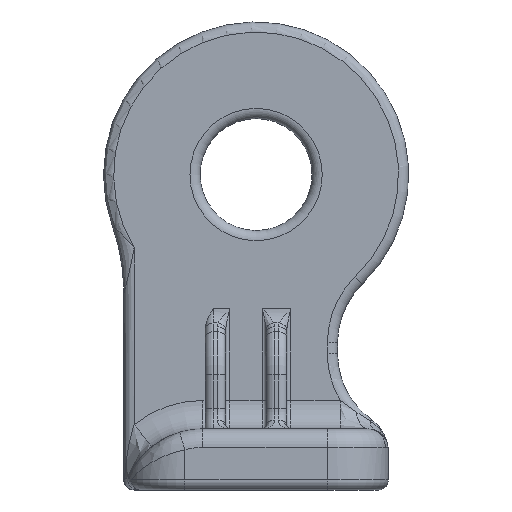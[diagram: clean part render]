
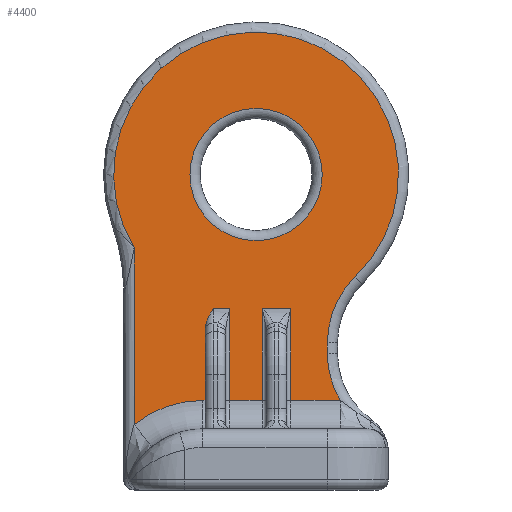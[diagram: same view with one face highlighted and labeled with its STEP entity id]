
A CAD part, front view. The second image highlights one B-rep face of the part: STEP entity #4400.
In plain terms, the highlighted planar face has unit normal (0, -1, 0).
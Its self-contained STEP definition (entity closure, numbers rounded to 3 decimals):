
#39=FACE_BOUND('',#1186,.T.);
#69=PLANE('',#4854);
#239=LINE('',#7749,#477);
#258=LINE('',#8068,#496);
#276=LINE('',#8381,#514);
#278=LINE('',#8391,#516);
#286=LINE('',#8460,#524);
#287=LINE('',#8462,#525);
#293=LINE('',#8475,#531);
#294=LINE('',#8479,#532);
#295=LINE('',#8485,#533);
#296=LINE('',#8488,#534);
#297=LINE('',#8489,#535);
#477=VECTOR('',#5563,10.);
#496=VECTOR('',#5668,10.);
#514=VECTOR('',#5770,10.);
#516=VECTOR('',#5784,10.);
#524=VECTOR('',#5820,10.);
#525=VECTOR('',#5823,10.);
#531=VECTOR('',#5841,10.);
#532=VECTOR('',#5844,10.);
#533=VECTOR('',#5849,10.);
#534=VECTOR('',#5852,10.);
#535=VECTOR('',#5853,10.);
#897=FACE_OUTER_BOUND('',#1185,.T.);
#1185=EDGE_LOOP('',(#3500,#3501,#3502,#3503,#3504,#3505,#3506,#3507,#3508,
#3509,#3510,#3511,#3512,#3513,#3514,#3515));
#1186=EDGE_LOOP('',(#3516,#3517));
#1363=B_SPLINE_CURVE_WITH_KNOTS('',3,(#7711,#7712,#7713,#7714,#7715,#7716),
 .UNSPECIFIED.,.F.,.F.,(4,2,4),(0.238,0.276,0.339),
 .UNSPECIFIED.);
#1618=CIRCLE('',#4855,4.5);
#1619=CIRCLE('',#4856,4.5);
#1620=CIRCLE('',#4857,7.);
#1621=CIRCLE('',#4858,5.4);
#1622=CIRCLE('',#4859,3.25);
#1623=CIRCLE('',#4860,3.25);
#1893=VERTEX_POINT('',#7708);
#1894=VERTEX_POINT('',#7710);
#1903=VERTEX_POINT('',#7748);
#1907=VERTEX_POINT('',#7780);
#1934=VERTEX_POINT('',#8021);
#1938=VERTEX_POINT('',#8067);
#1941=VERTEX_POINT('',#8097);
#1972=VERTEX_POINT('',#8379);
#1974=VERTEX_POINT('',#8389);
#1980=VERTEX_POINT('',#8474);
#1981=VERTEX_POINT('',#8476);
#1982=VERTEX_POINT('',#8478);
#1983=VERTEX_POINT('',#8480);
#1984=VERTEX_POINT('',#8482);
#1985=VERTEX_POINT('',#8484);
#1986=VERTEX_POINT('',#8486);
#1987=VERTEX_POINT('',#8490);
#1988=VERTEX_POINT('',#8491);
#2372=EDGE_CURVE('',#1893,#1894,#1363,.F.);
#2386=EDGE_CURVE('',#1903,#1894,#239,.T.);
#2441=EDGE_CURVE('',#1934,#1938,#258,.T.);
#2495=EDGE_CURVE('',#1972,#1941,#276,.T.);
#2500=EDGE_CURVE('',#1974,#1907,#278,.T.);
#2515=EDGE_CURVE('',#1941,#1934,#286,.T.);
#2516=EDGE_CURVE('',#1907,#1893,#287,.T.);
#2522=EDGE_CURVE('',#1980,#1972,#293,.T.);
#2523=EDGE_CURVE('',#1981,#1980,#1618,.T.);
#2524=EDGE_CURVE('',#1982,#1981,#294,.T.);
#2525=EDGE_CURVE('',#1983,#1982,#1619,.T.);
#2526=EDGE_CURVE('',#1984,#1983,#1620,.T.);
#2527=EDGE_CURVE('',#1985,#1984,#295,.T.);
#2528=EDGE_CURVE('',#1986,#1985,#1621,.T.);
#2529=EDGE_CURVE('',#1903,#1986,#296,.T.);
#2530=EDGE_CURVE('',#1938,#1974,#297,.T.);
#2531=EDGE_CURVE('',#1987,#1988,#1622,.T.);
#2532=EDGE_CURVE('',#1988,#1987,#1623,.T.);
#3500=ORIENTED_EDGE('',*,*,#2495,.F.);
#3501=ORIENTED_EDGE('',*,*,#2522,.F.);
#3502=ORIENTED_EDGE('',*,*,#2523,.F.);
#3503=ORIENTED_EDGE('',*,*,#2524,.F.);
#3504=ORIENTED_EDGE('',*,*,#2525,.F.);
#3505=ORIENTED_EDGE('',*,*,#2526,.F.);
#3506=ORIENTED_EDGE('',*,*,#2527,.F.);
#3507=ORIENTED_EDGE('',*,*,#2528,.F.);
#3508=ORIENTED_EDGE('',*,*,#2529,.F.);
#3509=ORIENTED_EDGE('',*,*,#2386,.T.);
#3510=ORIENTED_EDGE('',*,*,#2372,.F.);
#3511=ORIENTED_EDGE('',*,*,#2516,.F.);
#3512=ORIENTED_EDGE('',*,*,#2500,.F.);
#3513=ORIENTED_EDGE('',*,*,#2530,.F.);
#3514=ORIENTED_EDGE('',*,*,#2441,.F.);
#3515=ORIENTED_EDGE('',*,*,#2515,.F.);
#3516=ORIENTED_EDGE('',*,*,#2531,.F.);
#3517=ORIENTED_EDGE('',*,*,#2532,.F.);
#4400=ADVANCED_FACE('',(#897,#39),#69,.T.);
#4854=AXIS2_PLACEMENT_3D('',#8473,#5839,#5840);
#4855=AXIS2_PLACEMENT_3D('',#8477,#5842,#5843);
#4856=AXIS2_PLACEMENT_3D('',#8481,#5845,#5846);
#4857=AXIS2_PLACEMENT_3D('',#8483,#5847,#5848);
#4858=AXIS2_PLACEMENT_3D('',#8487,#5850,#5851);
#4859=AXIS2_PLACEMENT_3D('',#8492,#5854,#5855);
#4860=AXIS2_PLACEMENT_3D('',#8493,#5856,#5857);
#5563=DIRECTION('',(0.,0.,1.));
#5668=DIRECTION('',(0.,0.,-1.));
#5770=DIRECTION('',(0.,0.,1.));
#5784=DIRECTION('',(0.,0.,1.));
#5820=DIRECTION('',(-1.,0.,0.));
#5823=DIRECTION('',(-1.,0.,0.));
#5839=DIRECTION('center_axis',(0.,-1.,0.));
#5840=DIRECTION('ref_axis',(1.,0.,0.));
#5841=DIRECTION('',(-1.,0.,0.));
#5842=DIRECTION('center_axis',(0.,-1.,0.));
#5843=DIRECTION('ref_axis',(-0.89,0.,-0.456));
#5844=DIRECTION('',(0.,0.,-1.));
#5845=DIRECTION('center_axis',(0.,-1.,0.));
#5846=DIRECTION('ref_axis',(-0.921,0.,0.39));
#5847=DIRECTION('center_axis',(0.,1.,0.));
#5848=DIRECTION('ref_axis',(0.139,0.,0.99));
#5849=DIRECTION('',(0.,0.,1.));
#5850=DIRECTION('center_axis',(0.,-1.,0.));
#5851=DIRECTION('ref_axis',(-0.481,0.,0.877));
#5852=DIRECTION('',(-1.,0.,0.));
#5853=DIRECTION('',(-1.,0.,0.));
#5854=DIRECTION('center_axis',(0.,-1.,0.));
#5855=DIRECTION('ref_axis',(1.,0.,0.));
#5856=DIRECTION('center_axis',(0.,-1.,0.));
#5857=DIRECTION('ref_axis',(1.,0.,0.));
#7708=CARTESIAN_POINT('',(-2.1,9.6,-6.586));
#7710=CARTESIAN_POINT('',(-2.5,9.6,-7.566));
#7711=CARTESIAN_POINT('Ctrl Pts',(-2.5,9.6,-7.566));
#7712=CARTESIAN_POINT('Ctrl Pts',(-2.5,9.6,-7.44));
#7713=CARTESIAN_POINT('Ctrl Pts',(-2.465,9.6,-7.293));
#7714=CARTESIAN_POINT('Ctrl Pts',(-2.346,9.6,-6.978));
#7715=CARTESIAN_POINT('Ctrl Pts',(-2.212,9.6,-6.764));
#7716=CARTESIAN_POINT('Ctrl Pts',(-2.1,9.6,-6.586));
#7748=CARTESIAN_POINT('',(-2.5,9.6,-11.1));
#7749=CARTESIAN_POINT('',(-2.5,9.6,-6.375));
#7780=CARTESIAN_POINT('',(-1.3,9.6,-6.586));
#8021=CARTESIAN_POINT('',(0.3,9.6,-6.586));
#8067=CARTESIAN_POINT('',(0.3,9.6,-11.1));
#8068=CARTESIAN_POINT('',(0.3,9.6,-6.375));
#8097=CARTESIAN_POINT('',(1.7,9.6,-6.586));
#8379=CARTESIAN_POINT('',(1.7,9.6,-11.1));
#8381=CARTESIAN_POINT('',(1.7,9.6,-6.375));
#8389=CARTESIAN_POINT('',(-1.3,9.6,-11.1));
#8391=CARTESIAN_POINT('',(-1.3,9.6,-6.375));
#8460=CARTESIAN_POINT('',(0.25,9.6,-6.586));
#8462=CARTESIAN_POINT('',(-1.25,9.6,-6.586));
#8473=CARTESIAN_POINT('Origin',(0.,9.6,-2.5));
#8474=CARTESIAN_POINT('',(4.137,9.6,-11.1));
#8475=CARTESIAN_POINT('',(-3.25,9.6,-11.1));
#8476=CARTESIAN_POINT('',(3.5,9.6,-8.792));
#8477=CARTESIAN_POINT('Origin',(8.,9.6,-8.792));
#8478=CARTESIAN_POINT('',(3.5,9.6,-8.261));
#8479=CARTESIAN_POINT('',(3.5,9.6,-7.5));
#8480=CARTESIAN_POINT('',(4.87,9.6,-5.029));
#8481=CARTESIAN_POINT('Origin',(8.,9.6,-8.261));
#8482=CARTESIAN_POINT('',(-6.,9.6,-3.606));
#8483=CARTESIAN_POINT('Origin',(0.,9.6,0.));
#8484=CARTESIAN_POINT('',(-6.,9.6,-12.283));
#8485=CARTESIAN_POINT('',(-6.,9.6,-9.));
#8486=CARTESIAN_POINT('',(-2.627,9.6,-11.1));
#8487=CARTESIAN_POINT('Origin',(-2.627,9.6,-16.5));
#8488=CARTESIAN_POINT('',(-3.25,9.6,-11.1));
#8489=CARTESIAN_POINT('',(-3.25,9.6,-11.1));
#8490=CARTESIAN_POINT('',(-3.25,9.6,0.));
#8491=CARTESIAN_POINT('',(0.,9.6,-3.25));
#8492=CARTESIAN_POINT('Origin',(0.,9.6,0.));
#8493=CARTESIAN_POINT('Origin',(0.,9.6,0.));
